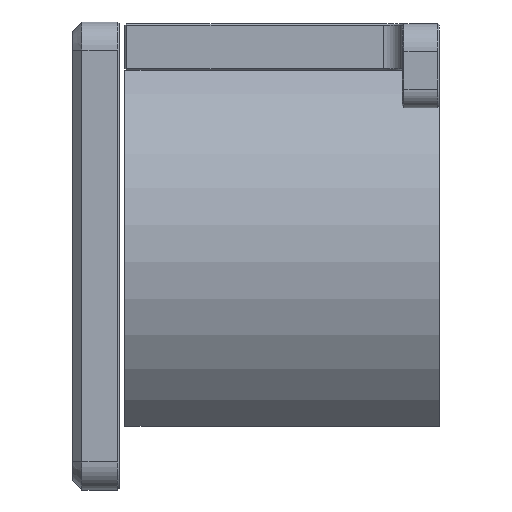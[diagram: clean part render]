
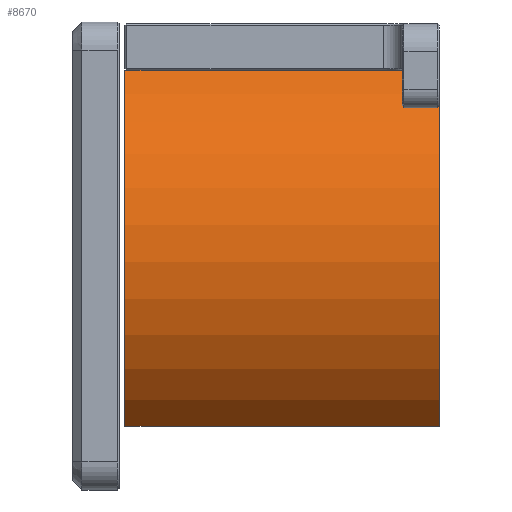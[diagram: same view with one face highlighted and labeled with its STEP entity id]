
A CAD part, left-side view. The second image highlights one B-rep face of the part: STEP entity #8670.
In plain terms, the highlighted cylindrical face has radius 12 mm (diameter 24 mm), a partial arc.
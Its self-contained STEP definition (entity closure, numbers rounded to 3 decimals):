
#31 = VERTEX_POINT ( 'NONE', #5365 ) ;
#45 = CARTESIAN_POINT ( 'NONE',  ( 0., 16.4, 0. ) ) ;
#525 = CIRCLE ( 'NONE', #7347, 12. ) ;
#1217 = CARTESIAN_POINT ( 'NONE',  ( -7.822, 16.6, -9.1 ) ) ;
#1801 = ORIENTED_EDGE ( 'NONE', *, *, #3684, .T. ) ;
#1845 = DIRECTION ( 'NONE',  ( 0., -1., 0. ) ) ;
#1923 = CARTESIAN_POINT ( 'NONE',  ( -6.76, -0.2, 9.915 ) ) ;
#2667 = VERTEX_POINT ( 'NONE', #1923 ) ;
#2794 = CARTESIAN_POINT ( 'NONE',  ( 0., 16.6, 0. ) ) ;
#3157 = VERTEX_POINT ( 'NONE', #1217 ) ;
#3298 = CIRCLE ( 'NONE', #6544, 12. ) ;
#3683 = DIRECTION ( 'NONE',  ( 0., -1., 0. ) ) ;
#3684 = EDGE_CURVE ( 'NONE', #3157, #31, #3731, .T. ) ;
#3731 = LINE ( 'NONE', #8192, #5007 ) ;
#3922 = EDGE_CURVE ( 'NONE', #2667, #6731, #4200, .T. ) ;
#4200 = LINE ( 'NONE', #9499, #8891 ) ;
#4504 = CYLINDRICAL_SURFACE ( 'NONE', #8475, 12. ) ;
#4522 = EDGE_CURVE ( 'NONE', #2667, #31, #525, .T. ) ;
#5007 = VECTOR ( 'NONE', #3683, 1000. ) ;
#5033 = DIRECTION ( 'NONE',  ( 0., 1., 0. ) ) ;
#5081 = DIRECTION ( 'NONE',  ( 0., -1., 0. ) ) ;
#5365 = CARTESIAN_POINT ( 'NONE',  ( -7.822, -0.2, -9.1 ) ) ;
#5625 = EDGE_CURVE ( 'NONE', #3157, #6731, #3298, .T. ) ;
#5649 = DIRECTION ( 'NONE',  ( 0., 1., 0. ) ) ;
#5969 = FACE_OUTER_BOUND ( 'NONE', #6865, .T. ) ;
#6170 = ORIENTED_EDGE ( 'NONE', *, *, #3922, .T. ) ;
#6411 = DIRECTION ( 'NONE',  ( 0., 0., -1. ) ) ;
#6463 = DIRECTION ( 'NONE',  ( 0., 0., 1. ) ) ;
#6544 = AXIS2_PLACEMENT_3D ( 'NONE', #2794, #5649, #6463 ) ;
#6731 = VERTEX_POINT ( 'NONE', #7739 ) ;
#6865 = EDGE_LOOP ( 'NONE', ( #1801, #7898, #6170, #9182 ) ) ;
#7347 = AXIS2_PLACEMENT_3D ( 'NONE', #7683, #1845, #6411 ) ;
#7374 = DIRECTION ( 'NONE',  ( 0., 0., -1. ) ) ;
#7683 = CARTESIAN_POINT ( 'NONE',  ( 0., -0.2, 0. ) ) ;
#7739 = CARTESIAN_POINT ( 'NONE',  ( -6.76, 16.6, 9.915 ) ) ;
#7898 = ORIENTED_EDGE ( 'NONE', *, *, #4522, .F. ) ;
#8192 = CARTESIAN_POINT ( 'NONE',  ( -7.822, 16.4, -9.1 ) ) ;
#8475 = AXIS2_PLACEMENT_3D ( 'NONE', #45, #5081, #7374 ) ;
#8670 = ADVANCED_FACE ( 'NONE', ( #5969 ), #4504, .T. ) ;
#8891 = VECTOR ( 'NONE', #5033, 1000. ) ;
#9182 = ORIENTED_EDGE ( 'NONE', *, *, #5625, .F. ) ;
#9499 = CARTESIAN_POINT ( 'NONE',  ( -6.76, 16.4, 9.915 ) ) ;
